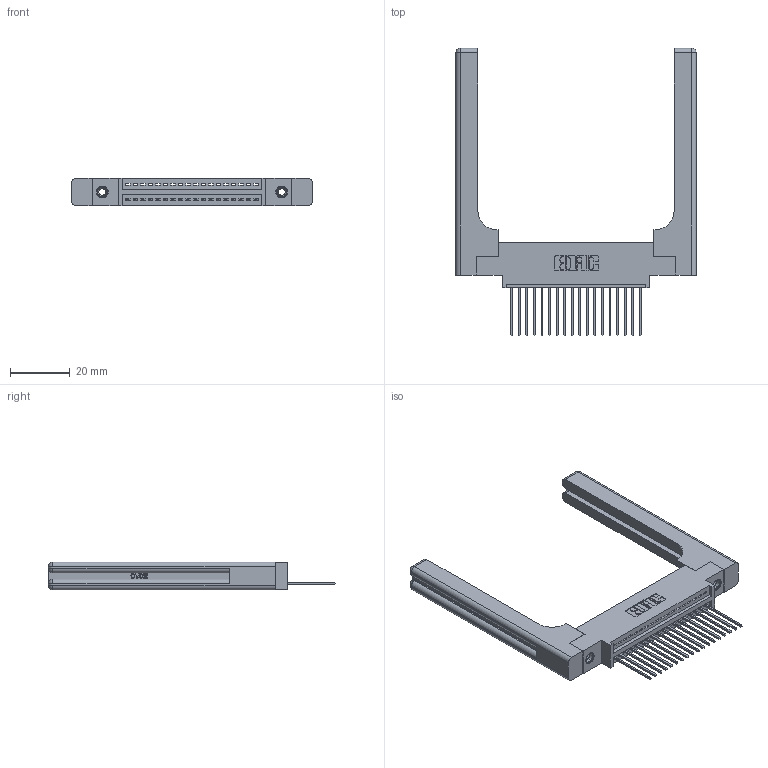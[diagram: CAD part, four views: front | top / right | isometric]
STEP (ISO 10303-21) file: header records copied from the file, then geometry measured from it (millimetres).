
FILE_DESCRIPTION (( 'STEP AP203' ), '1' );
FILE_NAME ('345-018-542-658.STEP', '2019-10-04T17:53:17', ( '' ), ( '' ), 'SwSTEP 2.0', 'SolidWorks 2016', '' );
FILE_SCHEMA (( 'CONFIG_CONTROL_DESIGN' ));
Length unit declared in the file: inch
Products named in the file (5): 345-018-542-658; 345-292-001_345-293-142; 345-250-001_345-250-001-102; 345-220-058_345-220-058; 345 Part_0.170 Offset - 0.156 Dia-TH
Assembly tree (23 placements, depth 2):
  345-018-542-658
    345 Part_0.170 Offset - 0.156 Dia-TH
    345-292-001_345-293-142  x18
    345-250-001_345-250-001-102  x2
    345-220-058_345-220-058  x2
Bounding box: 80.75 x 96.57 x 9.4 mm (x, y, z)
Volume: 15904.4 mm3; surface area: 15192.4 mm2
Topology: 23 solids, 23 shells, 1430 faces, 4187 edges, 2746 vertices
Faces by surface type: plane 952, cylinder 418, bspline 36, cone 12, sphere 8, torus 4
Entity records: 22110 total; most frequent: CARTESIAN_POINT 4803, ORIENTED_EDGE 3552, DIRECTION 3176, EDGE_CURVE 1776, VECTOR 1480, LINE 1480, VERTEX_POINT 1174, AXIS2_PLACEMENT_3D 848
